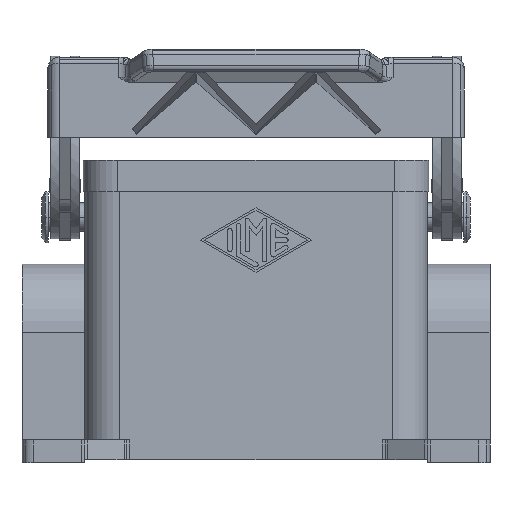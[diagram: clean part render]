
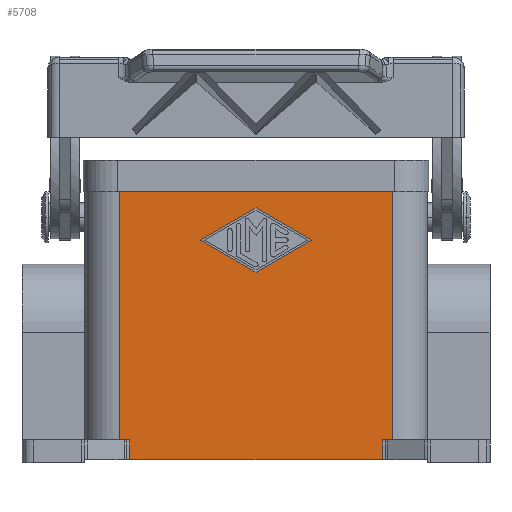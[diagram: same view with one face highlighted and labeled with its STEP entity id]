
A CAD part, front view. The second image highlights one B-rep face of the part: STEP entity #5708.
In plain terms, the highlighted planar face has unit normal (0, -1, 0).
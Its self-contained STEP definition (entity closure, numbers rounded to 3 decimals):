
#4927=CARTESIAN_POINT('',(22.103,-21.75,-23.5));
#4928=VERTEX_POINT('',#4927);
#4936=CARTESIAN_POINT('',(-22.103,-21.75,-23.5));
#4937=VERTEX_POINT('',#4936);
#4938=CARTESIAN_POINT('',(22.103,-21.75,-23.5));
#4939=DIRECTION('',(-1.0,0.0,0.0));
#4940=VECTOR('',#4939,44.206);
#4941=LINE('',#4938,#4940);
#4942=EDGE_CURVE('',#4928,#4937,#4941,.T.);
#5280=CARTESIAN_POINT('',(-22.103,-21.75,-20.));
#5281=VERTEX_POINT('',#5280);
#5289=CARTESIAN_POINT('',(-24.,-21.75,-20.));
#5290=VERTEX_POINT('',#5289);
#5291=CARTESIAN_POINT('',(-24.,-21.75,-20.));
#5292=DIRECTION('',(1.0,0.0,0.0));
#5293=VECTOR('',#5292,1.897);
#5294=LINE('',#5291,#5293);
#5295=EDGE_CURVE('',#5290,#5281,#5294,.T.);
#5609=CARTESIAN_POINT('',(22.103,-21.75,-20.));
#5610=VERTEX_POINT('',#5609);
#5618=CARTESIAN_POINT('',(22.103,-21.75,-20.));
#5619=DIRECTION('',(0.0,0.0,-1.0));
#5620=VECTOR('',#5619,3.5);
#5621=LINE('',#5618,#5620);
#5622=EDGE_CURVE('',#5610,#4928,#5621,.T.);
#5628=CARTESIAN_POINT('',(24.,-21.75,1.5));
#5629=DIRECTION('',(0.0,-1.0,0.0));
#5630=DIRECTION('',(0.0,0.0,-1.0));
#5631=AXIS2_PLACEMENT_3D('',#5628,#5629,#5630);
#5632=PLANE('',#5631);
#5633=ORIENTED_EDGE('',*,*,#5622,.F.);
#5634=CARTESIAN_POINT('',(24.,-21.75,-20.));
#5635=VERTEX_POINT('',#5634);
#5636=CARTESIAN_POINT('',(22.103,-21.75,-20.));
#5637=DIRECTION('',(1.0,0.0,0.0));
#5638=VECTOR('',#5637,1.897);
#5639=LINE('',#5636,#5638);
#5640=EDGE_CURVE('',#5610,#5635,#5639,.T.);
#5641=ORIENTED_EDGE('',*,*,#5640,.T.);
#5642=CARTESIAN_POINT('',(24.,-21.75,23.5));
#5643=VERTEX_POINT('',#5642);
#5644=CARTESIAN_POINT('',(24.,-21.75,-20.));
#5645=DIRECTION('',(0.0,0.0,1.0));
#5646=VECTOR('',#5645,43.5);
#5647=LINE('',#5644,#5646);
#5648=EDGE_CURVE('',#5635,#5643,#5647,.T.);
#5649=ORIENTED_EDGE('',*,*,#5648,.T.);
#5650=CARTESIAN_POINT('',(-24.,-21.75,23.5));
#5651=VERTEX_POINT('',#5650);
#5652=CARTESIAN_POINT('',(24.,-21.75,23.5));
#5653=DIRECTION('',(-1.0,0.0,0.0));
#5654=VECTOR('',#5653,48.);
#5655=LINE('',#5652,#5654);
#5656=EDGE_CURVE('',#5643,#5651,#5655,.T.);
#5657=ORIENTED_EDGE('',*,*,#5656,.T.);
#5658=CARTESIAN_POINT('',(-24.,-21.75,-20.));
#5659=DIRECTION('',(0.0,0.0,1.0));
#5660=VECTOR('',#5659,43.5);
#5661=LINE('',#5658,#5660);
#5662=EDGE_CURVE('',#5290,#5651,#5661,.T.);
#5663=ORIENTED_EDGE('',*,*,#5662,.F.);
#5664=ORIENTED_EDGE('',*,*,#5295,.T.);
#5665=CARTESIAN_POINT('',(-22.103,-21.75,-23.5));
#5666=DIRECTION('',(0.0,0.0,1.0));
#5667=VECTOR('',#5666,3.5);
#5668=LINE('',#5665,#5667);
#5669=EDGE_CURVE('',#4937,#5281,#5668,.T.);
#5670=ORIENTED_EDGE('',*,*,#5669,.F.);
#5671=ORIENTED_EDGE('',*,*,#4942,.F.);
#5672=EDGE_LOOP('',(#5633,#5641,#5649,#5657,#5663,#5664,#5670,#5671));
#5673=FACE_OUTER_BOUND('',#5672,.T.);
#5674=CARTESIAN_POINT('',(0.,-21.75,9.375));
#5675=VERTEX_POINT('',#5674);
#5676=CARTESIAN_POINT('',(-9.75,-21.75,15.));
#5677=VERTEX_POINT('',#5676);
#5678=CARTESIAN_POINT('',(0.,-21.75,9.375));
#5679=DIRECTION('',(-0.866,0.0,0.5));
#5680=VECTOR('',#5679,11.256);
#5681=LINE('',#5678,#5680);
#5682=EDGE_CURVE('',#5675,#5677,#5681,.T.);
#5683=ORIENTED_EDGE('',*,*,#5682,.T.);
#5684=CARTESIAN_POINT('',(0.,-21.75,20.625));
#5685=VERTEX_POINT('',#5684);
#5686=CARTESIAN_POINT('',(-9.75,-21.75,15.));
#5687=DIRECTION('',(0.866,0.0,0.5));
#5688=VECTOR('',#5687,11.256);
#5689=LINE('',#5686,#5688);
#5690=EDGE_CURVE('',#5677,#5685,#5689,.T.);
#5691=ORIENTED_EDGE('',*,*,#5690,.T.);
#5692=CARTESIAN_POINT('',(9.75,-21.75,15.));
#5693=VERTEX_POINT('',#5692);
#5694=CARTESIAN_POINT('',(0.,-21.75,20.625));
#5695=DIRECTION('',(0.866,0.0,-0.5));
#5696=VECTOR('',#5695,11.256);
#5697=LINE('',#5694,#5696);
#5698=EDGE_CURVE('',#5685,#5693,#5697,.T.);
#5699=ORIENTED_EDGE('',*,*,#5698,.T.);
#5700=CARTESIAN_POINT('',(9.75,-21.75,15.));
#5701=DIRECTION('',(-0.866,0.0,-0.5));
#5702=VECTOR('',#5701,11.256);
#5703=LINE('',#5700,#5702);
#5704=EDGE_CURVE('',#5693,#5675,#5703,.T.);
#5705=ORIENTED_EDGE('',*,*,#5704,.T.);
#5706=EDGE_LOOP('',(#5683,#5691,#5699,#5705));
#5707=FACE_BOUND('',#5706,.T.);
#5708=ADVANCED_FACE('',(#5673,#5707),#5632,.T.);
